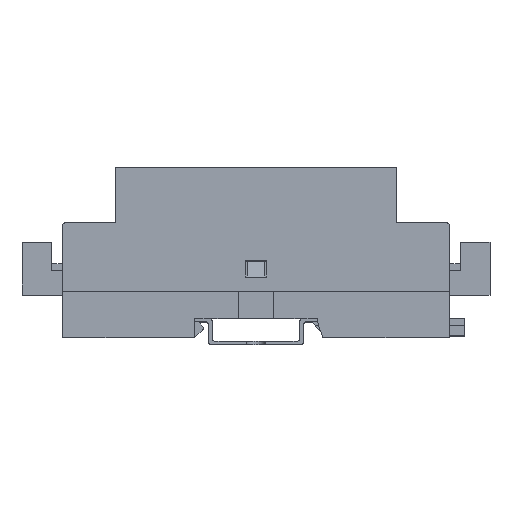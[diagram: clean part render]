
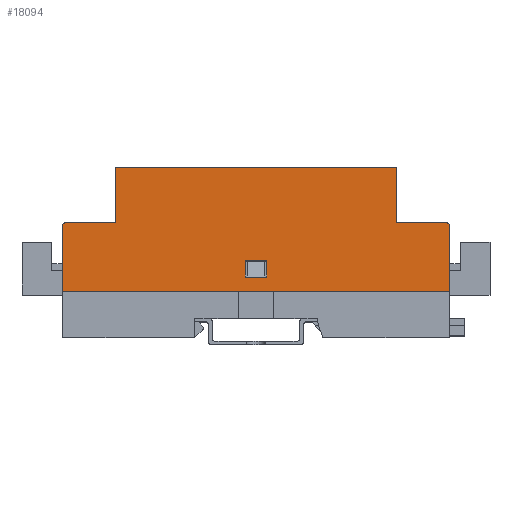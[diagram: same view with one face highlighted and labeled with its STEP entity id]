
A CAD part, top view. The second image highlights one B-rep face of the part: STEP entity #18094.
In plain terms, the highlighted face is planar.
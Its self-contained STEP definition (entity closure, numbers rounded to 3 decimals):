
#126 = VECTOR ( 'NONE', #16170, 1000. ) ;
#383 = LINE ( 'NONE', #11740, #23317 ) ;
#401 = DIRECTION ( 'NONE',  ( 1., 0., 0. ) ) ;
#587 = DIRECTION ( 'NONE',  ( -1., 0., 0. ) ) ;
#818 = EDGE_CURVE ( 'NONE', #11729, #7543, #6374, .T. ) ;
#950 = VERTEX_POINT ( 'NONE', #7056 ) ;
#1128 = CARTESIAN_POINT ( 'NONE',  ( 54., 18.6, -17.5 ) ) ;
#1259 = CARTESIAN_POINT ( 'NONE',  ( -55., 35.3, -17.5 ) ) ;
#1316 = LINE ( 'NONE', #1259, #5150 ) ;
#1728 = DIRECTION ( 'NONE',  ( -1., 0., 0. ) ) ;
#2083 = VERTEX_POINT ( 'NONE', #7515 ) ;
#2134 = DIRECTION ( 'NONE',  ( 0., 1., 0. ) ) ;
#2534 = ORIENTED_EDGE ( 'NONE', *, *, #3408, .T. ) ;
#2715 = LINE ( 'NONE', #6518, #5082 ) ;
#2916 = CARTESIAN_POINT ( 'NONE',  ( 40., 35.3, -17.5 ) ) ;
#3183 = VERTEX_POINT ( 'NONE', #24640 ) ;
#3408 = EDGE_CURVE ( 'NONE', #7135, #19585, #4438, .T. ) ;
#3473 = EDGE_CURVE ( 'NONE', #3183, #20410, #4158, .T. ) ;
#3535 = CARTESIAN_POINT ( 'NONE',  ( -40., 19.6, -17.5 ) ) ;
#3546 = EDGE_CURVE ( 'NONE', #20410, #2083, #8888, .T. ) ;
#3743 = VECTOR ( 'NONE', #1728, 1000. ) ;
#3773 = AXIS2_PLACEMENT_3D ( 'NONE', #1128, #6678, #10481 ) ;
#3799 = VERTEX_POINT ( 'NONE', #11271 ) ;
#4097 = EDGE_CURVE ( 'NONE', #2083, #3799, #2715, .T. ) ;
#4112 = CARTESIAN_POINT ( 'NONE',  ( 40., 19.6, -17.5 ) ) ;
#4158 = LINE ( 'NONE', #12299, #7132 ) ;
#4359 = LINE ( 'NONE', #14960, #3743 ) ;
#4438 = LINE ( 'NONE', #17587, #12483 ) ;
#4651 = ORIENTED_EDGE ( 'NONE', *, *, #15758, .F. ) ;
#4883 = DIRECTION ( 'NONE',  ( -1., 0., 0. ) ) ;
#4945 = DIRECTION ( 'NONE',  ( -1., 0., 0. ) ) ;
#5067 = CARTESIAN_POINT ( 'NONE',  ( -40., 35.3, -17.5 ) ) ;
#5082 = VECTOR ( 'NONE', #17633, 1000. ) ;
#5150 = VECTOR ( 'NONE', #4883, 1000. ) ;
#5268 = VERTEX_POINT ( 'NONE', #2916 ) ;
#5292 = DIRECTION ( 'NONE',  ( 0., -1., 0. ) ) ;
#5473 = CIRCLE ( 'NONE', #11773, 1. ) ;
#5604 = VECTOR ( 'NONE', #587, 1000. ) ;
#5730 = VECTOR ( 'NONE', #5292, 1000. ) ;
#6374 = LINE ( 'NONE', #9155, #126 ) ;
#6518 = CARTESIAN_POINT ( 'NONE',  ( -3., 8.7, -17.5 ) ) ;
#6678 = DIRECTION ( 'NONE',  ( 0., 0., -1. ) ) ;
#6719 = DIRECTION ( 'NONE',  ( 0., 0., 1. ) ) ;
#6918 = LINE ( 'NONE', #16741, #5730 ) ;
#7051 = CIRCLE ( 'NONE', #3773, 1. ) ;
#7056 = CARTESIAN_POINT ( 'NONE',  ( -55., 0., -17.5 ) ) ;
#7132 = VECTOR ( 'NONE', #18243, 1000. ) ;
#7135 = VERTEX_POINT ( 'NONE', #3535 ) ;
#7227 = FACE_BOUND ( 'NONE', #12334, .T. ) ;
#7230 = EDGE_CURVE ( 'NONE', #9901, #10773, #4359, .T. ) ;
#7337 = ORIENTED_EDGE ( 'NONE', *, *, #9518, .F. ) ;
#7515 = CARTESIAN_POINT ( 'NONE',  ( -3., 4., -17.5 ) ) ;
#7543 = VERTEX_POINT ( 'NONE', #10493 ) ;
#8106 = ORIENTED_EDGE ( 'NONE', *, *, #818, .T. ) ;
#8543 = CARTESIAN_POINT ( 'NONE',  ( 3., 4., -17.5 ) ) ;
#8801 = EDGE_CURVE ( 'NONE', #14215, #950, #6918, .T. ) ;
#8888 = LINE ( 'NONE', #8543, #13855 ) ;
#9155 = CARTESIAN_POINT ( 'NONE',  ( 55., 35.3, -17.5 ) ) ;
#9248 = ORIENTED_EDGE ( 'NONE', *, *, #4097, .F. ) ;
#9518 = EDGE_CURVE ( 'NONE', #7135, #22449, #383, .T. ) ;
#9703 = CARTESIAN_POINT ( 'NONE',  ( -55., 18.6, -17.5 ) ) ;
#9901 = VERTEX_POINT ( 'NONE', #18560 ) ;
#10047 = ORIENTED_EDGE ( 'NONE', *, *, #10995, .F. ) ;
#10465 = LINE ( 'NONE', #17895, #20053 ) ;
#10481 = DIRECTION ( 'NONE',  ( 1., 0., 0. ) ) ;
#10493 = CARTESIAN_POINT ( 'NONE',  ( 55., 0., -17.5 ) ) ;
#10773 = VERTEX_POINT ( 'NONE', #11816 ) ;
#10995 = EDGE_CURVE ( 'NONE', #5268, #19585, #1316, .T. ) ;
#11157 = DIRECTION ( 'NONE',  ( 1., 0., 0. ) ) ;
#11271 = CARTESIAN_POINT ( 'NONE',  ( -3., 8.7, -17.5 ) ) ;
#11379 = ORIENTED_EDGE ( 'NONE', *, *, #19901, .T. ) ;
#11395 = EDGE_CURVE ( 'NONE', #3799, #3183, #10465, .T. ) ;
#11586 = LINE ( 'NONE', #21325, #5604 ) ;
#11729 = VERTEX_POINT ( 'NONE', #16470 ) ;
#11740 = CARTESIAN_POINT ( 'NONE',  ( -40., 19.6, -17.5 ) ) ;
#11773 = AXIS2_PLACEMENT_3D ( 'NONE', #15072, #17258, #11157 ) ;
#11816 = CARTESIAN_POINT ( 'NONE',  ( 40., 19.6, -17.5 ) ) ;
#12299 = CARTESIAN_POINT ( 'NONE',  ( 3., 8.7, -17.5 ) ) ;
#12308 = CARTESIAN_POINT ( 'NONE',  ( -55., 35.3, -17.5 ) ) ;
#12334 = EDGE_LOOP ( 'NONE', ( #15169, #9248, #20210, #19930 ) ) ;
#12465 = DIRECTION ( 'NONE',  ( 1., 0., 0. ) ) ;
#12483 = VECTOR ( 'NONE', #21563, 1000. ) ;
#13087 = AXIS2_PLACEMENT_3D ( 'NONE', #12308, #6719, #12465 ) ;
#13344 = ORIENTED_EDGE ( 'NONE', *, *, #15092, .T. ) ;
#13472 = CARTESIAN_POINT ( 'NONE',  ( 3., 4., -17.5 ) ) ;
#13855 = VECTOR ( 'NONE', #4945, 1000. ) ;
#14215 = VERTEX_POINT ( 'NONE', #9703 ) ;
#14327 = PLANE ( 'NONE',  #13087 ) ;
#14960 = CARTESIAN_POINT ( 'NONE',  ( 40., 19.6, -17.5 ) ) ;
#15072 = CARTESIAN_POINT ( 'NONE',  ( -54., 18.6, -17.5 ) ) ;
#15092 = EDGE_CURVE ( 'NONE', #9901, #11729, #7051, .T. ) ;
#15169 = ORIENTED_EDGE ( 'NONE', *, *, #11395, .F. ) ;
#15758 = EDGE_CURVE ( 'NONE', #10773, #5268, #19309, .T. ) ;
#15785 = ORIENTED_EDGE ( 'NONE', *, *, #16731, .T. ) ;
#15879 = ORIENTED_EDGE ( 'NONE', *, *, #8801, .F. ) ;
#16170 = DIRECTION ( 'NONE',  ( 0., -1., 0. ) ) ;
#16470 = CARTESIAN_POINT ( 'NONE',  ( 55., 18.6, -17.5 ) ) ;
#16731 = EDGE_CURVE ( 'NONE', #14215, #22449, #5473, .T. ) ;
#16741 = CARTESIAN_POINT ( 'NONE',  ( -55., 35.3, -17.5 ) ) ;
#16858 = CARTESIAN_POINT ( 'NONE',  ( -54., 19.6, -17.5 ) ) ;
#16981 = ORIENTED_EDGE ( 'NONE', *, *, #7230, .F. ) ;
#17258 = DIRECTION ( 'NONE',  ( 0., 0., -1. ) ) ;
#17587 = CARTESIAN_POINT ( 'NONE',  ( -40., 19.6, -17.5 ) ) ;
#17633 = DIRECTION ( 'NONE',  ( 0., 1., 0. ) ) ;
#17895 = CARTESIAN_POINT ( 'NONE',  ( 3., 8.7, -17.5 ) ) ;
#18094 = ADVANCED_FACE ( 'NONE', ( #7227, #21242 ), #14327, .F. ) ;
#18243 = DIRECTION ( 'NONE',  ( 0., -1., 0. ) ) ;
#18560 = CARTESIAN_POINT ( 'NONE',  ( 54., 19.6, -17.5 ) ) ;
#19309 = LINE ( 'NONE', #4112, #24311 ) ;
#19585 = VERTEX_POINT ( 'NONE', #5067 ) ;
#19901 = EDGE_CURVE ( 'NONE', #7543, #950, #11586, .T. ) ;
#19930 = ORIENTED_EDGE ( 'NONE', *, *, #3473, .F. ) ;
#20053 = VECTOR ( 'NONE', #401, 1000. ) ;
#20210 = ORIENTED_EDGE ( 'NONE', *, *, #3546, .F. ) ;
#20410 = VERTEX_POINT ( 'NONE', #13472 ) ;
#20424 = EDGE_LOOP ( 'NONE', ( #15879, #15785, #7337, #2534, #10047, #4651, #16981, #13344, #8106, #11379 ) ) ;
#21242 = FACE_OUTER_BOUND ( 'NONE', #20424, .T. ) ;
#21325 = CARTESIAN_POINT ( 'NONE',  ( -55., 0., -17.5 ) ) ;
#21563 = DIRECTION ( 'NONE',  ( 0., 1., 0. ) ) ;
#22449 = VERTEX_POINT ( 'NONE', #16858 ) ;
#23095 = DIRECTION ( 'NONE',  ( -1., 0., 0. ) ) ;
#23317 = VECTOR ( 'NONE', #23095, 1000. ) ;
#24311 = VECTOR ( 'NONE', #2134, 1000. ) ;
#24640 = CARTESIAN_POINT ( 'NONE',  ( 3., 8.7, -17.5 ) ) ;
